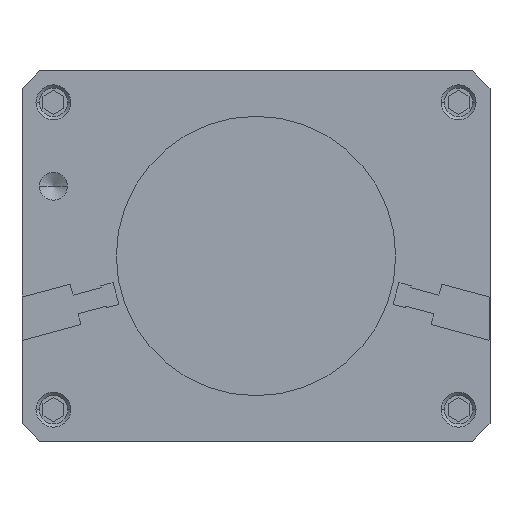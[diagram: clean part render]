
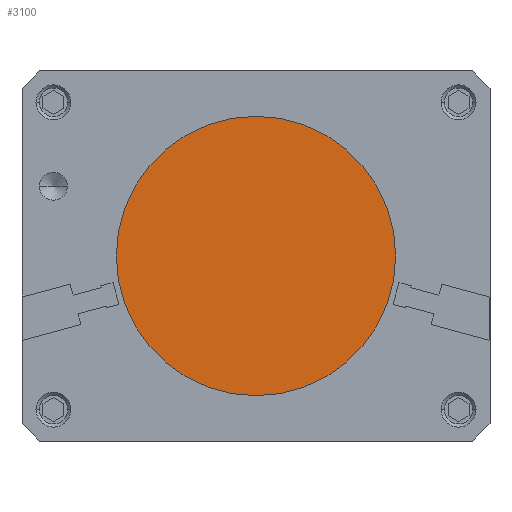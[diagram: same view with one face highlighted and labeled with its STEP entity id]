
A CAD part, front view. The second image highlights one B-rep face of the part: STEP entity #3100.
In plain terms, the highlighted planar face has unit normal (0, -1, 0).
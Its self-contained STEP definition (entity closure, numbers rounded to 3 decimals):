
#3058 = EDGE_CURVE( '', #4976, #3184, #7996, .T. );
#3100 = ADVANCED_FACE( '', ( #8042 ), #8043, .F. );
#3184 = VERTEX_POINT( '', #8141 );
#4976 = VERTEX_POINT( '', #10144 );
#6280 = EDGE_CURVE( '', #3184, #4976, #11560, .T. );
#7996 = CIRCLE( '', #13676, 40. );
#8042 = FACE_OUTER_BOUND( '', #13740, .T. );
#8043 = PLANE( '', #13741 );
#8141 = CARTESIAN_POINT( '', ( 40., 4., 0. ) );
#10144 = CARTESIAN_POINT( '', ( -40., 4., 0. ) );
#11560 = CIRCLE( '', #18997, 40. );
#13676 = AXIS2_PLACEMENT_3D( '', #21520, #21521, #21522 );
#13740 = EDGE_LOOP( '', ( #21570, #21571 ) );
#13741 = AXIS2_PLACEMENT_3D( '', #21572, #21573, #21574 );
#18997 = AXIS2_PLACEMENT_3D( '', #25484, #25485, #25486 );
#21520 = CARTESIAN_POINT( '', ( 0., 4., 0. ) );
#21521 = DIRECTION( '', ( 0., -1., 0. ) );
#21522 = DIRECTION( '', ( 1., 0., 0. ) );
#21570 = ORIENTED_EDGE( '', *, *, #6280, .T. );
#21571 = ORIENTED_EDGE( '', *, *, #3058, .T. );
#21572 = CARTESIAN_POINT( '', ( 0., 4., 0. ) );
#21573 = DIRECTION( '', ( 0., 1., 0. ) );
#21574 = DIRECTION( '', ( 0., 0., 1. ) );
#25484 = CARTESIAN_POINT( '', ( 0., 4., 0. ) );
#25485 = DIRECTION( '', ( 0., -1., 0. ) );
#25486 = DIRECTION( '', ( 1., 0., 0. ) );
